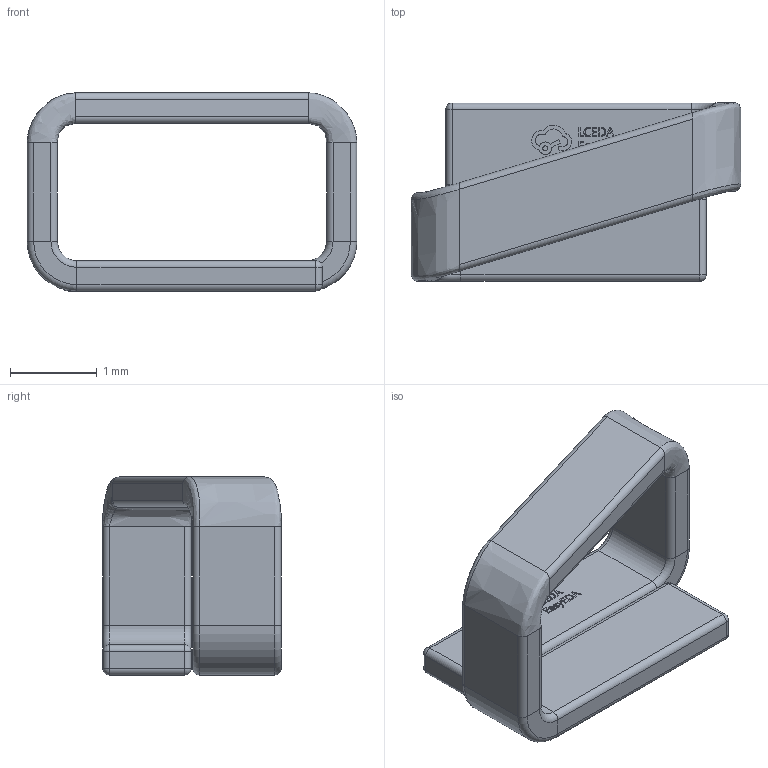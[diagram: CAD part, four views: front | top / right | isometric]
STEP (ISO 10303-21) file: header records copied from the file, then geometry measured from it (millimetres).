
FILE_DESCRIPTION (( 'STEP AP214' ), '1' );
FILE_NAME ('TEST-SMD_L4.7-P3.4.step', '2023-02-06T07:10:54', ( '' ), ( '' ), 'SwSTEP 2.0', 'SolidWorks 2020', '' );
FILE_SCHEMA (( 'AUTOMOTIVE_DESIGN' ));
Length unit declared in the file: millimetre
Products named in the file (1): TEST-SMD_L4.7-P3.4
Bounding box: 3.81 x 2.06 x 2.29 mm (x, y, z)
Volume: 4.6 mm3; surface area: 34.9 mm2
Topology: 1 solids, 1 shells, 302 faces, 787 edges, 498 vertices
Faces by surface type: plane 152, bspline 106, cylinder 28, torus 8, sphere 8
Entity records: 13623 total; most frequent: CARTESIAN_POINT 3594, ORIENTED_EDGE 1558, DIRECTION 1041, EDGE_CURVE 779, VECTOR 503, LINE 503, VERTEX_POINT 498, EDGE_LOOP 321
